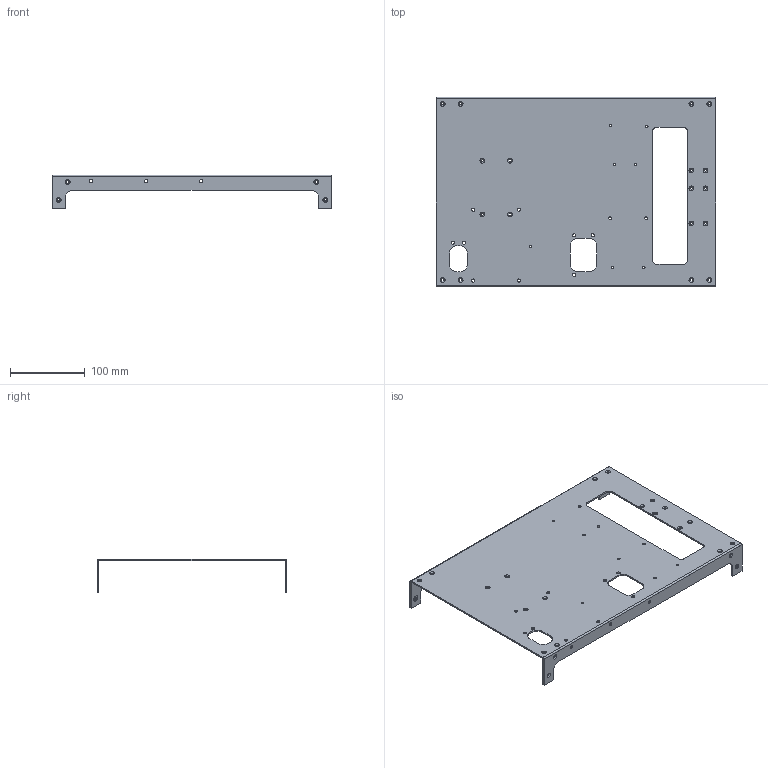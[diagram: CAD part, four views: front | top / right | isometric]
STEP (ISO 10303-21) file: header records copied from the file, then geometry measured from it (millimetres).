
FILE_DESCRIPTION(('FreeCAD Model'),'2;1');
FILE_NAME('left-side-mini_PP-FP0055_revH.step','2016-09-20T10:35:17',('Author' ),(''),'Open CASCADE STEP processor 6.8','FreeCAD','Unknown');
FILE_SCHEMA(('AUTOMOTIVE_DESIGN_CC2 { 1 2 10303 214 -1 1 5 4 }'));
Length unit declared in the file: millimetre
Products named in the file (2): ASSEMBLY; Pad002
Assembly tree (1 placements, depth 2):
  ASSEMBLY
    Pad002
Bounding box: 375 x 254 x 45 mm (x, y, z)
Volume: 200602.5 mm3; surface area: 203283.5 mm2
Topology: 1 solids, 1 shells, 142 faces, 366 edges, 232 vertices
Faces by surface type: cylinder 70, plane 48, cone 24
Full cylindrical faces by diameter (mm): 3 x1, 3.4 x28, 3.5 x8, 4.22 x4, 4.39 x11
Entity records: 9615 total; most frequent: CARTESIAN_POINT 2208, DIRECTION 1370, ORIENTED_EDGE 732, PCURVE 732, DEFINITIONAL_REPRESENTATION 732, LINE 708, VECTOR 708, EDGE_CURVE 366
